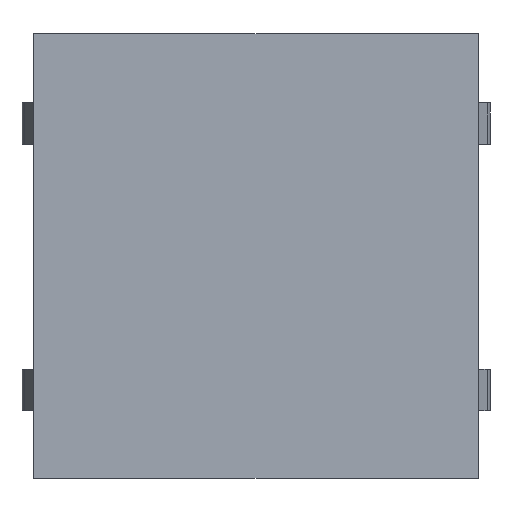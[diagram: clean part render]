
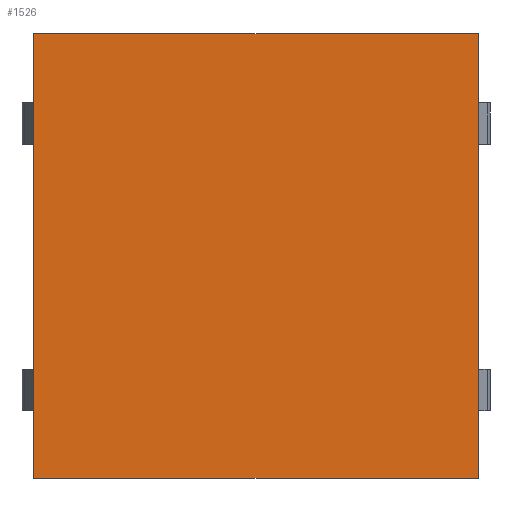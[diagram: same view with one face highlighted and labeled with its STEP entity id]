
A CAD part, top view. The second image highlights one B-rep face of the part: STEP entity #1526.
In plain terms, the highlighted planar face has unit normal (0, 0, 1).
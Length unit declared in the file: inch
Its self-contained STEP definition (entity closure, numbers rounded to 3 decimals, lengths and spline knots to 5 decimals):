
#772=CARTESIAN_POINT('',(0.14764,-0.14764,0.32283));
#773=VERTEX_POINT('',#772);
#780=CARTESIAN_POINT('',(-0.14764,-0.14764,0.32283));
#781=VERTEX_POINT('',#780);
#782=CARTESIAN_POINT('',(0.14764,-0.14764,0.32283));
#783=DIRECTION('',(-1.0,0.0,0.0));
#784=VECTOR('',#783,0.29528);
#785=LINE('',#782,#784);
#786=EDGE_CURVE('',#773,#781,#785,.T.);
#1436=CARTESIAN_POINT('',(-0.14764,0.14764,0.32283));
#1437=VERTEX_POINT('',#1436);
#1444=CARTESIAN_POINT('',(0.14764,0.14764,0.32283));
#1445=VERTEX_POINT('',#1444);
#1446=CARTESIAN_POINT('',(-0.14764,0.14764,0.32283));
#1447=DIRECTION('',(1.0,0.0,0.0));
#1448=VECTOR('',#1447,0.29528);
#1449=LINE('',#1446,#1448);
#1450=EDGE_CURVE('',#1437,#1445,#1449,.T.);
#1476=CARTESIAN_POINT('',(0.14764,0.14764,0.32283));
#1477=DIRECTION('',(0.0,-1.0,0.0));
#1478=VECTOR('',#1477,0.29528);
#1479=LINE('',#1476,#1478);
#1480=EDGE_CURVE('',#1445,#773,#1479,.T.);
#1498=CARTESIAN_POINT('',(-0.14764,-0.14764,0.32283));
#1499=DIRECTION('',(0.0,1.0,0.0));
#1500=VECTOR('',#1499,0.29528);
#1501=LINE('',#1498,#1500);
#1502=EDGE_CURVE('',#781,#1437,#1501,.T.);
#1515=CARTESIAN_POINT('',(0.1624,-0.1624,0.32283));
#1516=DIRECTION('',(0.0,0.0,1.0));
#1517=DIRECTION('',(1.0,0.0,0.0));
#1518=AXIS2_PLACEMENT_3D('',#1515,#1516,#1517);
#1519=PLANE('',#1518);
#1520=ORIENTED_EDGE('',*,*,#1450,.F.);
#1521=ORIENTED_EDGE('',*,*,#1502,.F.);
#1522=ORIENTED_EDGE('',*,*,#786,.F.);
#1523=ORIENTED_EDGE('',*,*,#1480,.F.);
#1524=EDGE_LOOP('',(#1520,#1521,#1522,#1523));
#1525=FACE_OUTER_BOUND('',#1524,.T.);
#1526=ADVANCED_FACE('',(#1525),#1519,.T.);
